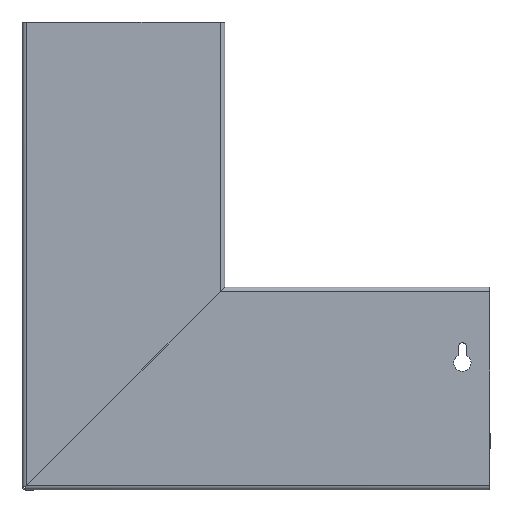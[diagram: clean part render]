
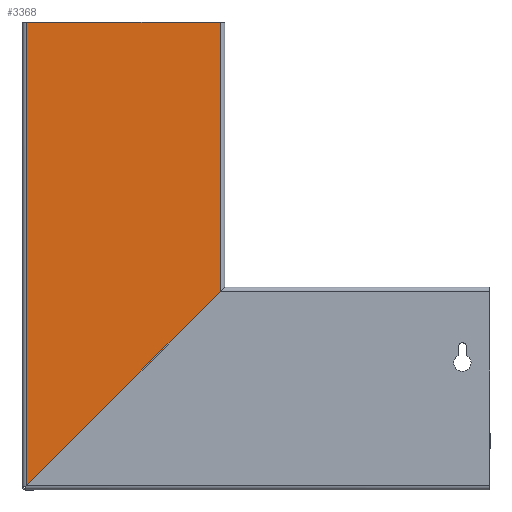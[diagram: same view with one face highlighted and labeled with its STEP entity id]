
A CAD part, left-side view. The second image highlights one B-rep face of the part: STEP entity #3368.
In plain terms, the highlighted planar face has unit normal (-1, 0, 0).
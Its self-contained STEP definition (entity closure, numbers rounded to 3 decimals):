
#79 = DIRECTION ( 'NONE',  ( 0., 1., 0. ) ) ;
#735 = VERTEX_POINT ( 'NONE', #9044 ) ;
#905 = DIRECTION ( 'NONE',  ( 0., 0., -1. ) ) ;
#942 = ORIENTED_EDGE ( 'NONE', *, *, #8335, .F. ) ;
#1085 = VERTEX_POINT ( 'NONE', #4437 ) ;
#1259 = CARTESIAN_POINT ( 'NONE',  ( 0., 72., 298.9 ) ) ;
#1422 = FACE_OUTER_BOUND ( 'NONE', #3772, .T. ) ;
#1672 = LINE ( 'NONE', #3693, #5341 ) ;
#2552 = CARTESIAN_POINT ( 'NONE',  ( 0., -52., 298.9 ) ) ;
#2646 = VERTEX_POINT ( 'NONE', #6672 ) ;
#3084 = CARTESIAN_POINT ( 'NONE',  ( 0., -52., 298.9 ) ) ;
#3309 = CARTESIAN_POINT ( 'NONE',  ( 0., 72., 2.001 ) ) ;
#3368 = ADVANCED_FACE ( 'NONE', ( #1422 ), #7744, .T. ) ;
#3462 = DIRECTION ( 'NONE',  ( 0., 0., -1. ) ) ;
#3693 = CARTESIAN_POINT ( 'NONE',  ( 0., -52., 298.9 ) ) ;
#3772 = EDGE_LOOP ( 'NONE', ( #7379, #942, #4847, #9422 ) ) ;
#4028 = DIRECTION ( 'NONE',  ( 0., 0., 1. ) ) ;
#4437 = CARTESIAN_POINT ( 'NONE',  ( 0., 72., 298.9 ) ) ;
#4847 = ORIENTED_EDGE ( 'NONE', *, *, #9070, .T. ) ;
#5341 = VECTOR ( 'NONE', #79, 1000. ) ;
#5854 = DIRECTION ( 'NONE',  ( 0., 0.707, -0.707 ) ) ;
#6305 = LINE ( 'NONE', #3084, #8051 ) ;
#6541 = VECTOR ( 'NONE', #3462, 1000. ) ;
#6672 = CARTESIAN_POINT ( 'NONE',  ( 0., -52., 126.001 ) ) ;
#6951 = VERTEX_POINT ( 'NONE', #3309 ) ;
#7379 = ORIENTED_EDGE ( 'NONE', *, *, #9054, .F. ) ;
#7485 = AXIS2_PLACEMENT_3D ( 'NONE', #2552, #8487, #4028 ) ;
#7566 = VECTOR ( 'NONE', #5854, 1000. ) ;
#7744 = PLANE ( 'NONE',  #7485 ) ;
#8051 = VECTOR ( 'NONE', #905, 1000. ) ;
#8166 = CARTESIAN_POINT ( 'NONE',  ( 0., -138.45, 212.45 ) ) ;
#8335 = EDGE_CURVE ( 'NONE', #735, #2646, #6305, .T. ) ;
#8487 = DIRECTION ( 'NONE',  ( -1., 0., 0. ) ) ;
#8506 = LINE ( 'NONE', #1259, #6541 ) ;
#8879 = EDGE_CURVE ( 'NONE', #1085, #6951, #8506, .T. ) ;
#9044 = CARTESIAN_POINT ( 'NONE',  ( 0., -52., 298.9 ) ) ;
#9054 = EDGE_CURVE ( 'NONE', #2646, #6951, #9267, .T. ) ;
#9070 = EDGE_CURVE ( 'NONE', #735, #1085, #1672, .T. ) ;
#9267 = LINE ( 'NONE', #8166, #7566 ) ;
#9422 = ORIENTED_EDGE ( 'NONE', *, *, #8879, .T. ) ;
